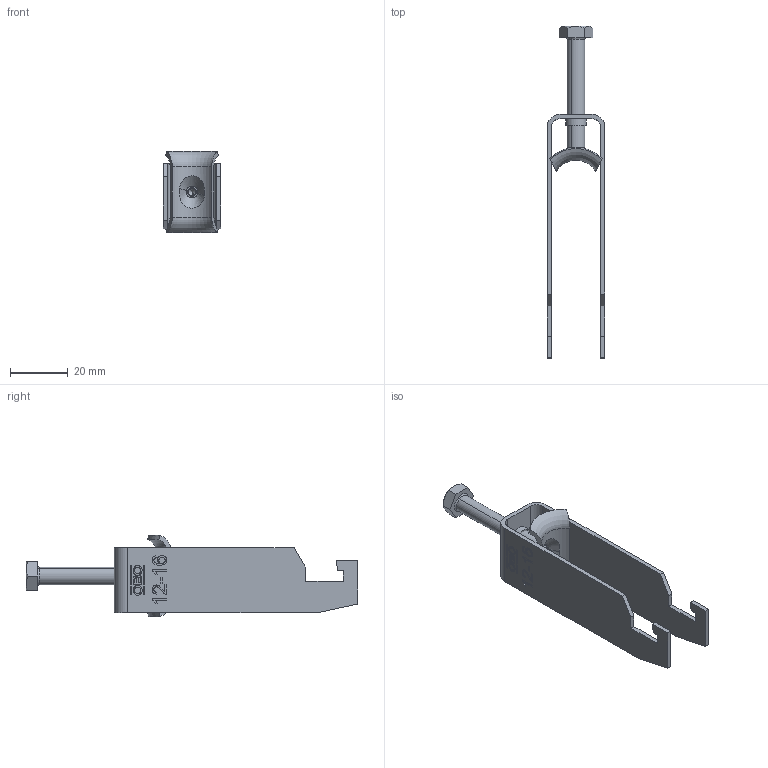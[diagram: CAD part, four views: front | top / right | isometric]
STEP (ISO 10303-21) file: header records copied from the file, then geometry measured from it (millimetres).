
FILE_DESCRIPTION (( 'STEP AP214' ), '1' );
FILE_NAME ('1186511.STEP', '2023-09-05T08:53:30', ( '' ), ( '' ), 'SwSTEP 2.0', 'SolidWorks 2022', '' );
FILE_SCHEMA (( 'AUTOMOTIVE_DESIGN' ));
Length unit declared in the file: millimetre
Products named in the file (4): 203351_Standard; 1186511; 157107_3Fach; 142951_M6 x 38
Assembly tree (3 placements, depth 2):
  1186511
    142951_M6 x 38
    157107_3Fach
    203351_Standard
Bounding box: 20 x 114.5 x 28 mm (x, y, z)
Volume: 7736.1 mm3; surface area: 10534.1 mm2
Topology: 3 solids, 3 shells, 221 faces, 562 edges, 368 vertices
Faces by surface type: plane 123, bspline 40, cylinder 38, cone 12, torus 8
Entity records: 12620 total; most frequent: CARTESIAN_POINT 6857, ORIENTED_EDGE 1116, DIRECTION 928, EDGE_CURVE 558, VERTEX_POINT 368, VECTOR 330, LINE 330, AXIS2_PLACEMENT_3D 299
